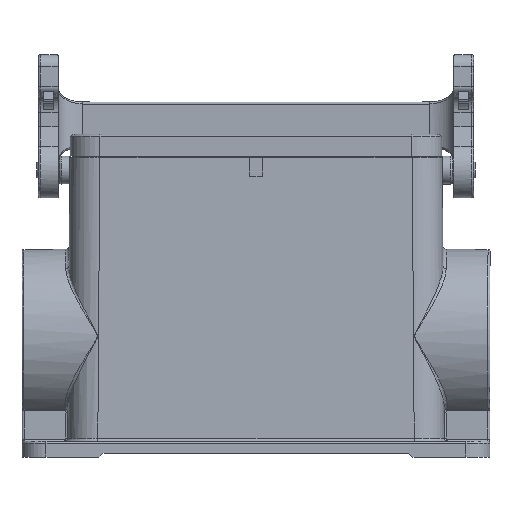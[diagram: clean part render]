
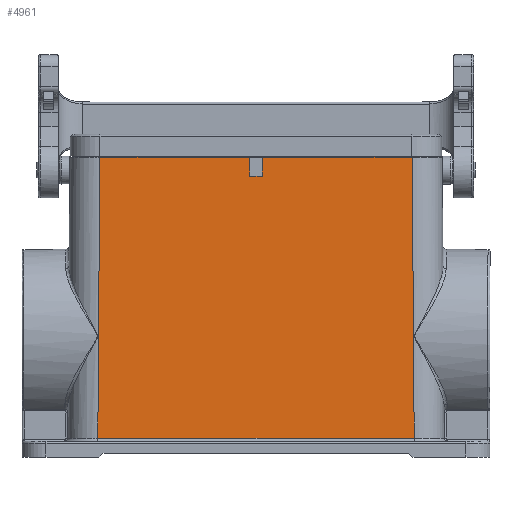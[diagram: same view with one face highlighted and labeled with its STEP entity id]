
A CAD part, front view. The second image highlights one B-rep face of the part: STEP entity #4961.
In plain terms, the highlighted planar face has unit normal (0, -1, 0.011).
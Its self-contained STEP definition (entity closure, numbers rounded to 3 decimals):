
#4372=FACE_OUTER_BOUND('',#6416,.T.);
#4961=ADVANCED_FACE('',(#4372),#5487,.T.);
#5487=PLANE('',#18961);
#6416=EDGE_LOOP('',(#8014,#8015,#8016,#8017,#8018,#8019,#8020,#8021));
#8014=ORIENTED_EDGE('',*,*,#11814,.T.);
#8015=ORIENTED_EDGE('',*,*,#11827,.T.);
#8016=ORIENTED_EDGE('',*,*,#11824,.T.);
#8017=ORIENTED_EDGE('',*,*,#11828,.T.);
#8018=ORIENTED_EDGE('',*,*,#11829,.F.);
#8019=ORIENTED_EDGE('',*,*,#11812,.T.);
#8020=ORIENTED_EDGE('',*,*,#11830,.F.);
#8021=ORIENTED_EDGE('',*,*,#11831,.T.);
#10627=VERTEX_POINT('',#27199);
#10629=VERTEX_POINT('',#27203);
#10630=VERTEX_POINT('',#27207);
#10631=VERTEX_POINT('',#27209);
#10636=VERTEX_POINT('',#27228);
#10637=VERTEX_POINT('',#27229);
#10638=VERTEX_POINT('',#27235);
#10639=VERTEX_POINT('',#27238);
#11812=EDGE_CURVE('',#10627,#10629,#15135,.T.);
#11814=EDGE_CURVE('',#10631,#10630,#15136,.T.);
#11824=EDGE_CURVE('',#10636,#10637,#15141,.T.);
#11827=EDGE_CURVE('',#10630,#10636,#15142,.T.);
#11828=EDGE_CURVE('',#10637,#10638,#15143,.T.);
#11829=EDGE_CURVE('',#10627,#10638,#15144,.T.);
#11830=EDGE_CURVE('',#10639,#10629,#15145,.T.);
#11831=EDGE_CURVE('',#10639,#10631,#15146,.T.);
#15135=LINE('',#27204,#16188);
#15136=LINE('',#27208,#16189);
#15141=LINE('',#27227,#16194);
#15142=LINE('',#27233,#16195);
#15143=LINE('',#27234,#16196);
#15144=LINE('',#27236,#16197);
#15145=LINE('',#27237,#16198);
#15146=LINE('',#27239,#16199);
#16188=VECTOR('',#20754,1.);
#16189=VECTOR('',#20759,1.);
#16194=VECTOR('',#20782,1.);
#16195=VECTOR('',#20789,1.);
#16196=VECTOR('',#20790,1.);
#16197=VECTOR('',#20791,1.);
#16198=VECTOR('',#20792,1.);
#16199=VECTOR('',#20793,1.);
#18961=AXIS2_PLACEMENT_3D('',#27240,#20794,#20795);
#20754=DIRECTION('',(-1.,0.,0.));
#20759=DIRECTION('',(-0.007,-0.011,-1.));
#20782=DIRECTION('',(-0.007,0.011,1.));
#20789=DIRECTION('',(1.,0.,0.));
#20790=DIRECTION('',(-1.,0.,0.));
#20791=DIRECTION('',(0.,0.011,1.));
#20792=DIRECTION('',(0.,-0.011,-1.));
#20793=DIRECTION('',(-1.,0.,0.));
#20794=DIRECTION('',(0.,-1.,0.011));
#20795=DIRECTION('',(0.,-0.011,-1.));
#27199=CARTESIAN_POINT('',(1.6,-21.553,1.));
#27203=CARTESIAN_POINT('',(-1.6,-21.553,1.));
#27204=CARTESIAN_POINT('',(57.,-21.553,1.));
#27207=CARTESIAN_POINT('',(-39.545,-22.291,-64.459));
#27208=CARTESIAN_POINT('',(-39.546,-22.292,-64.57));
#27209=CARTESIAN_POINT('',(-39.05,-21.5,5.7));
#27227=CARTESIAN_POINT('',(39.551,-22.301,-65.373));
#27228=CARTESIAN_POINT('',(39.545,-22.291,-64.459));
#27229=CARTESIAN_POINT('',(39.05,-21.5,5.7));
#27233=CARTESIAN_POINT('',(39.55,-22.291,-64.459));
#27234=CARTESIAN_POINT('',(57.,-21.5,5.7));
#27235=CARTESIAN_POINT('',(1.6,-21.5,5.7));
#27236=CARTESIAN_POINT('',(1.6,-22.3,-65.25));
#27237=CARTESIAN_POINT('',(-1.6,-22.3,-65.25));
#27238=CARTESIAN_POINT('',(-1.6,-21.5,5.7));
#27239=CARTESIAN_POINT('',(57.,-21.5,5.7));
#27240=CARTESIAN_POINT('',(57.,-22.3,-65.25));
